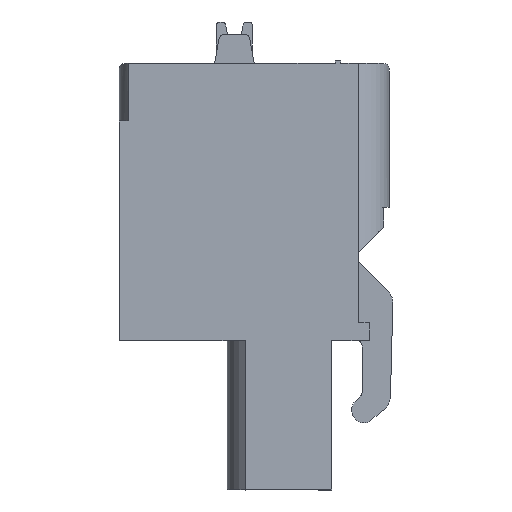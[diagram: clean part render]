
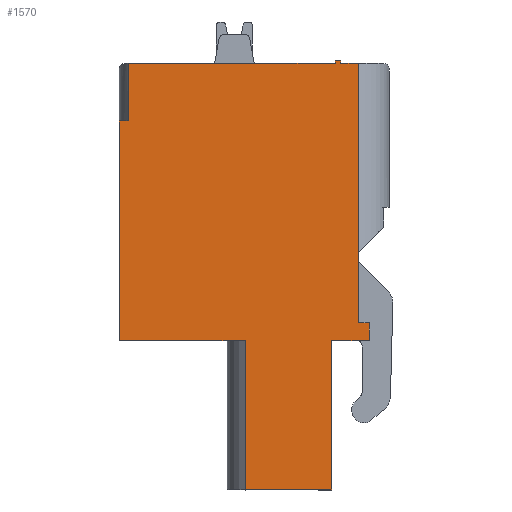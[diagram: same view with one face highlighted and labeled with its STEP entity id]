
A CAD part, left-side view. The second image highlights one B-rep face of the part: STEP entity #1570.
In plain terms, the highlighted planar face has unit normal (-1, 0, 0).
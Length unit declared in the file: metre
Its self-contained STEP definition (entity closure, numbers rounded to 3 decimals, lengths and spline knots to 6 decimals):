
#1570=ADVANCED_FACE('',(#3379),#3380,.F.);
#3379=FACE_OUTER_BOUND('',#5431,.T.);
#3380=PLANE('',#5432);
#5431=EDGE_LOOP('',(#10295,#10296,#10297,#10298,#10299,#10300,#10301,#10302,#10303,#10304,#10305,#10306,#10307,#10308,#10309,#10310));
#5432=AXIS2_PLACEMENT_3D('',#10311,#10312,#10313);
#10295=ORIENTED_EDGE('',*,*,#14335,.T.);
#10296=ORIENTED_EDGE('',*,*,#13988,.T.);
#10297=ORIENTED_EDGE('',*,*,#14336,.T.);
#10298=ORIENTED_EDGE('',*,*,#14337,.T.);
#10299=ORIENTED_EDGE('',*,*,#12495,.T.);
#10300=ORIENTED_EDGE('',*,*,#14338,.T.);
#10301=ORIENTED_EDGE('',*,*,#13345,.T.);
#10302=ORIENTED_EDGE('',*,*,#13590,.T.);
#10303=ORIENTED_EDGE('',*,*,#12483,.T.);
#10304=ORIENTED_EDGE('',*,*,#14161,.T.);
#10305=ORIENTED_EDGE('',*,*,#13778,.T.);
#10306=ORIENTED_EDGE('',*,*,#13146,.T.);
#10307=ORIENTED_EDGE('',*,*,#13375,.T.);
#10308=ORIENTED_EDGE('',*,*,#13866,.F.);
#10309=ORIENTED_EDGE('',*,*,#14339,.F.);
#10310=ORIENTED_EDGE('',*,*,#14040,.F.);
#10311=CARTESIAN_POINT('',(-0.00508,0.005034,-0.007));
#10312=DIRECTION('',(1.0,0.,0.));
#10313=DIRECTION('',(0.,1.0,0.));
#12483=EDGE_CURVE('',#15092,#15090,#15093,.T.);
#12495=EDGE_CURVE('',#15114,#15112,#15115,.T.);
#13146=EDGE_CURVE('',#16217,#16215,#16218,.T.);
#13345=EDGE_CURVE('',#16537,#16535,#16538,.T.);
#13375=EDGE_CURVE('',#16215,#16582,#16584,.T.);
#13590=EDGE_CURVE('',#16535,#15092,#16914,.T.);
#13778=EDGE_CURVE('',#17183,#16217,#17184,.T.);
#13866=EDGE_CURVE('',#17299,#16582,#17301,.T.);
#13988=EDGE_CURVE('',#17468,#17470,#17472,.T.);
#14040=EDGE_CURVE('',#17551,#17553,#17554,.T.);
#14161=EDGE_CURVE('',#15090,#17183,#17716,.T.);
#14335=EDGE_CURVE('',#17551,#17468,#17939,.T.);
#14336=EDGE_CURVE('',#17470,#17940,#17941,.T.);
#14337=EDGE_CURVE('',#17940,#15114,#17942,.T.);
#14338=EDGE_CURVE('',#15112,#16537,#17943,.T.);
#14339=EDGE_CURVE('',#17553,#17299,#17944,.T.);
#15090=VERTEX_POINT('',#18871);
#15092=VERTEX_POINT('',#18874);
#15093=LINE('',#18875,#18876);
#15112=VERTEX_POINT('',#18901);
#15114=VERTEX_POINT('',#18904);
#15115=LINE('',#18905,#18906);
#16215=VERTEX_POINT('',#20434);
#16217=VERTEX_POINT('',#20437);
#16218=LINE('',#20438,#20439);
#16535=VERTEX_POINT('',#20893);
#16537=VERTEX_POINT('',#20896);
#16538=LINE('',#20897,#20898);
#16582=VERTEX_POINT('',#20963);
#16584=LINE('',#20966,#20967);
#16914=LINE('',#21440,#21441);
#17183=VERTEX_POINT('',#21817);
#17184=LINE('',#21818,#21819);
#17299=VERTEX_POINT('',#21988);
#17301=LINE('',#21991,#21992);
#17468=VERTEX_POINT('',#22227);
#17470=VERTEX_POINT('',#22230);
#17472=LINE('',#22233,#22234);
#17551=VERTEX_POINT('',#22352);
#17553=VERTEX_POINT('',#22355);
#17554=LINE('',#22356,#22357);
#17716=LINE('',#22595,#22596);
#17939=LINE('',#22923,#22924);
#17940=VERTEX_POINT('',#22925);
#17941=LINE('',#22926,#22927);
#17942=LINE('',#22928,#22929);
#17943=LINE('',#22930,#22931);
#17944=LINE('',#22932,#22933);
#18871=CARTESIAN_POINT('',(-0.00508,0.005,-0.032));
#18874=CARTESIAN_POINT('',(-0.00508,0.005,-0.0237));
#18875=CARTESIAN_POINT('',(-0.00508,0.005,-0.032));
#18876=VECTOR('',#23728,1.0);
#18901=CARTESIAN_POINT('',(-0.00508,0.0115,-0.0115));
#18904=CARTESIAN_POINT('',(-0.00508,0.0115,-0.0083));
#18905=CARTESIAN_POINT('',(-0.00508,0.0115,-0.0115));
#18906=VECTOR('',#23742,1.0);
#20434=CARTESIAN_POINT('',(-0.00508,-0.0019,-0.0237));
#20437=CARTESIAN_POINT('',(-0.00508,0.0002,-0.0237));
#20438=CARTESIAN_POINT('',(-0.00508,-0.0003,-0.0237));
#20439=VECTOR('',#24479,1.0);
#20893=CARTESIAN_POINT('',(-0.00508,0.012,-0.0237));
#20896=CARTESIAN_POINT('',(-0.00508,0.012,-0.0115));
#20897=CARTESIAN_POINT('',(-0.00508,0.012,-0.0237));
#20898=VECTOR('',#24681,1.0);
#20963=CARTESIAN_POINT('',(-0.00508,-0.0019,-0.0227));
#20966=CARTESIAN_POINT('',(-0.00508,-0.0019,-0.007));
#20967=VECTOR('',#24710,1.0);
#21440=CARTESIAN_POINT('',(-0.00508,0.0112,-0.0237));
#21441=VECTOR('',#24954,1.0);
#21817=CARTESIAN_POINT('',(-0.00508,0.0002,-0.032));
#21818=CARTESIAN_POINT('',(-0.00508,0.0002,-0.0237));
#21819=VECTOR('',#25158,1.0);
#21988=CARTESIAN_POINT('',(-0.00508,-0.0013,-0.0227));
#21991=CARTESIAN_POINT('',(-0.00508,-0.0003,-0.0227));
#21992=VECTOR('',#25235,1.0);
#22227=CARTESIAN_POINT('',(-0.00508,-0.0003,-0.00815));
#22230=CARTESIAN_POINT('',(-0.00508,0.,-0.00815));
#22233=CARTESIAN_POINT('',(-0.00508,0.,-0.00815));
#22234=VECTOR('',#25363,1.0);
#22352=CARTESIAN_POINT('',(-0.00508,-0.0003,-0.0083));
#22355=CARTESIAN_POINT('',(-0.00508,-0.0013,-0.0083));
#22356=CARTESIAN_POINT('',(-0.00508,0.0117,-0.0083));
#22357=VECTOR('',#25422,1.0);
#22595=CARTESIAN_POINT('',(-0.00508,0.0002,-0.032));
#22596=VECTOR('',#25544,1.0);
#22923=CARTESIAN_POINT('',(-0.00508,-0.0003,-0.00815));
#22924=VECTOR('',#25705,1.0);
#22925=CARTESIAN_POINT('',(-0.00508,0.0,-0.0083));
#22926=CARTESIAN_POINT('',(-0.00508,0.,-0.0083));
#22927=VECTOR('',#25706,1.0);
#22928=CARTESIAN_POINT('',(-0.00508,0.0115,-0.0083));
#22929=VECTOR('',#25707,1.0);
#22930=CARTESIAN_POINT('',(-0.00508,0.012,-0.0115));
#22931=VECTOR('',#25708,1.0);
#22932=CARTESIAN_POINT('',(-0.00508,-0.0013,-0.0238));
#22933=VECTOR('',#25709,1.0);
#23728=DIRECTION('',(0.0,0.,-1.0));
#23742=DIRECTION('',(0.,0.0,-1.0));
#24479=DIRECTION('',(0.0,-1.0,0.0));
#24681=DIRECTION('',(0.,0.0,-1.0));
#24710=DIRECTION('',(0.,0.,1.0));
#24954=DIRECTION('',(0.0,-1.0,0.0));
#25158=DIRECTION('',(0.0,0.0,1.0));
#25235=DIRECTION('',(0.,-1.0,0.));
#25363=DIRECTION('',(0.0,1.0,0.0));
#25422=DIRECTION('',(0.,-1.0,0.));
#25544=DIRECTION('',(0.0,-1.0,0.));
#25705=DIRECTION('',(0.0,0.0,1.0));
#25706=DIRECTION('',(0.0,0.0,-1.0));
#25707=DIRECTION('',(0.0,1.0,0.0));
#25708=DIRECTION('',(0.0,1.0,0.0));
#25709=DIRECTION('',(0.,0.,-1.0));
